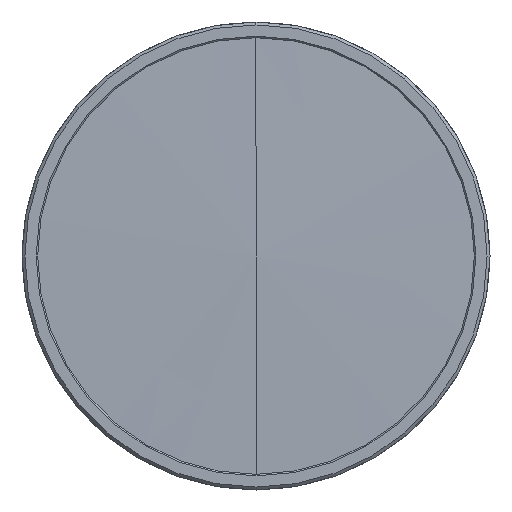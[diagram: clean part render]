
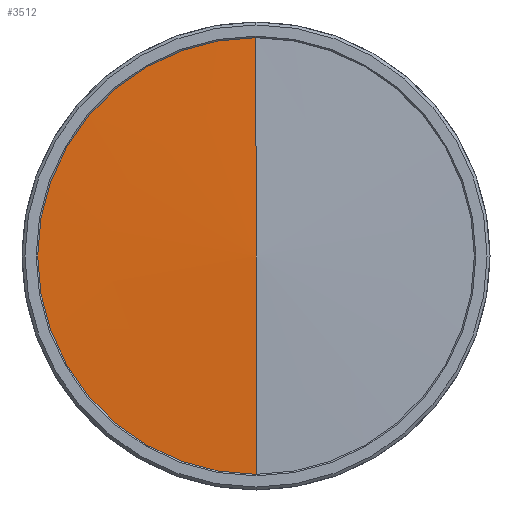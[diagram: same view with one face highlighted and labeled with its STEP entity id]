
A CAD part, left-side view. The second image highlights one B-rep face of the part: STEP entity #3512.
In plain terms, the highlighted conical face has half-angle 88.783 degrees and reference radius 47059.2 mm.
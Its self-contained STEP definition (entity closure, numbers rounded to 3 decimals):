
#136 = ORIENTED_EDGE ( 'NONE', *, *, #4631, .T. ) ;
#254 = DIRECTION ( 'NONE',  ( 1., 0., 0. ) ) ;
#638 = DIRECTION ( 'NONE',  ( 0., 0., 1. ) ) ;
#774 = AXIS2_PLACEMENT_3D ( 'NONE', #2943, #4947, #2520 ) ;
#1308 = EDGE_CURVE ( 'NONE', #1629, #4549, #2599, .T. ) ;
#1391 = VECTOR ( 'NONE', #2743, 1000. ) ;
#1447 = CONICAL_SURFACE ( 'NONE', #774, 47059.206, 1.55 ) ;
#1629 = VERTEX_POINT ( 'NONE', #1972 ) ;
#1692 = ORIENTED_EDGE ( 'NONE', *, *, #1308, .F. ) ;
#1972 = CARTESIAN_POINT ( 'NONE',  ( 1.586, 0., -74.65 ) ) ;
#2008 = CARTESIAN_POINT ( 'NONE',  ( 1.586, 0., 74.65 ) ) ;
#2507 = AXIS2_PLACEMENT_3D ( 'NONE', #2598, #254, #638 ) ;
#2520 = DIRECTION ( 'NONE',  ( 0., 0., -1. ) ) ;
#2598 = CARTESIAN_POINT ( 'NONE',  ( 1.586, 0., 0. ) ) ;
#2599 = CIRCLE ( 'NONE', #2507, 74.65 ) ;
#2743 = DIRECTION ( 'NONE',  ( 0.021, 0., -1. ) ) ;
#2894 = VERTEX_POINT ( 'NONE', #3178 ) ;
#2917 = FACE_OUTER_BOUND ( 'NONE', #4028, .T. ) ;
#2943 = CARTESIAN_POINT ( 'NONE',  ( 1000., 0., 0. ) ) ;
#3108 = CARTESIAN_POINT ( 'NONE',  ( 0., 0., 0. ) ) ;
#3178 = CARTESIAN_POINT ( 'NONE',  ( 0., 0., 0. ) ) ;
#3273 = CARTESIAN_POINT ( 'NONE',  ( 0., 0., 0. ) ) ;
#3512 = ADVANCED_FACE ( 'NONE', ( #2917 ), #1447, .T. ) ;
#3574 = ORIENTED_EDGE ( 'NONE', *, *, #4133, .F. ) ;
#3764 = DIRECTION ( 'NONE',  ( 0.021, 0., 1. ) ) ;
#4000 = LINE ( 'NONE', #3273, #4816 ) ;
#4028 = EDGE_LOOP ( 'NONE', ( #3574, #136, #1692 ) ) ;
#4042 = LINE ( 'NONE', #3108, #1391 ) ;
#4133 = EDGE_CURVE ( 'NONE', #2894, #1629, #4042, .T. ) ;
#4549 = VERTEX_POINT ( 'NONE', #2008 ) ;
#4631 = EDGE_CURVE ( 'NONE', #2894, #4549, #4000, .T. ) ;
#4816 = VECTOR ( 'NONE', #3764, 1000. ) ;
#4947 = DIRECTION ( 'NONE',  ( 1., 0., 0. ) ) ;
